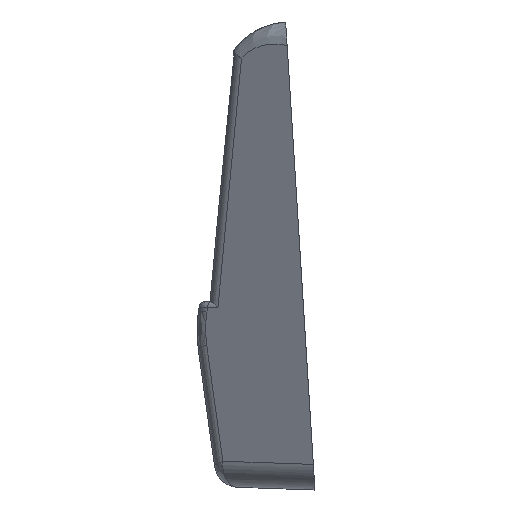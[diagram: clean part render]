
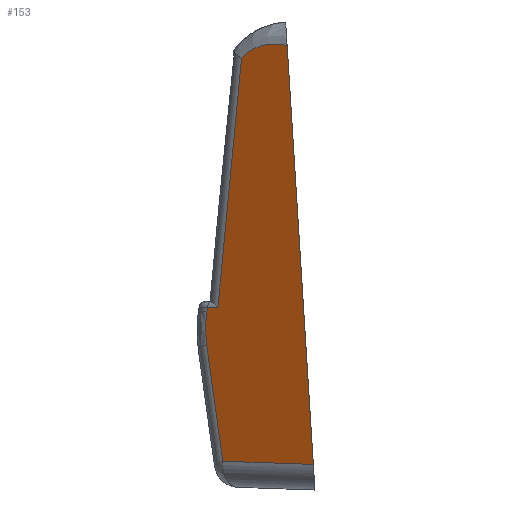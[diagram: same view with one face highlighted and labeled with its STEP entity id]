
A CAD part, left-side view. The second image highlights one B-rep face of the part: STEP entity #153.
In plain terms, the highlighted planar face has unit normal (-0.76, 0.643, 0.093).
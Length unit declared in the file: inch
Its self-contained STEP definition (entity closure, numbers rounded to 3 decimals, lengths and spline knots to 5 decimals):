
#153 = ADVANCED_FACE ( 'NONE', ( #9352 ), #4797, .T. ) ;
#314 = EDGE_CURVE ( 'NONE', #7502, #6020, #935, .T. ) ;
#322 = EDGE_CURVE ( 'NONE', #6048, #5979, #12618, .T. ) ;
#324 = EDGE_CURVE ( 'NONE', #5979, #5981, #938, .T. ) ;
#327 = EDGE_CURVE ( 'NONE', #6002, #7502, #942, .T. ) ;
#405 = EDGE_CURVE ( 'NONE', #6048, #6020, #12653, .T. ) ;
#930 = VECTOR ( 'NONE', #1774, 39.37008 ) ;
#935 = LINE ( 'NONE', #1767, #930 ) ;
#936 = VECTOR ( 'NONE', #1824, 39.37008 ) ;
#938 = LINE ( 'NONE', #1810, #936 ) ;
#940 = VECTOR ( 'NONE', #1833, 39.37008 ) ;
#942 = LINE ( 'NONE', #1811, #940 ) ;
#1767 = CARTESIAN_POINT ( 'NONE',  ( -3.22911, 0.55388, -1.61801 ) ) ;
#1774 = DIRECTION ( 'NONE',  ( 0.644, 0.765, -0.02 ) ) ;
#1802 = CARTESIAN_POINT ( 'NONE',  ( -3.1782, 0.61833, -1.64712 ) ) ;
#1807 = CARTESIAN_POINT ( 'NONE',  ( -3.1782, 0.62746, -1.70998 ) ) ;
#1808 = CARTESIAN_POINT ( 'NONE',  ( -3.18586, 0.62766, -1.77374 ) ) ;
#1809 = CARTESIAN_POINT ( 'NONE',  ( -3.20097, 0.61892, -1.83668 ) ) ;
#1810 = CARTESIAN_POINT ( 'NONE',  ( -3.20097, 0.61892, -1.83668 ) ) ;
#1811 = CARTESIAN_POINT ( 'NONE',  ( -3.16753, 0.4181, -0.18155 ) ) ;
#1824 = DIRECTION ( 'NONE',  ( -0.231, -0.134, -0.964 ) ) ;
#1833 = DIRECTION ( 'NONE',  ( -0.043, 0.094, -0.995 ) ) ;
#2608 = AXIS2_PLACEMENT_3D ( 'NONE', #4799, #4800, #4801 ) ;
#3328 = CARTESIAN_POINT ( 'NONE',  ( -3.20097, 0.61892, -1.83668 ) ) ;
#3330 = CARTESIAN_POINT ( 'NONE',  ( -3.36209, 0.52576, -2.50743 ) ) ;
#3351 = CARTESIAN_POINT ( 'NONE',  ( -3.16753, 0.4181, -0.18155 ) ) ;
#3369 = CARTESIAN_POINT ( 'NONE',  ( -3.17869, 0.61375, -1.61958 ) ) ;
#3397 = CARTESIAN_POINT ( 'NONE',  ( -3.1782, 0.61833, -1.64712 ) ) ;
#3434 = CARTESIAN_POINT ( 'NONE',  ( -3.22911, 0.55388, -1.61801 ) ) ;
#3540 = CARTESIAN_POINT ( 'NONE',  ( -3.38122, 0.15495, -0.11011 ) ) ;
#3541 = CARTESIAN_POINT ( 'NONE',  ( -3.80557, 0.00382, -2.52565 ) ) ;
#3997 = LINE ( 'NONE', #4278, #4001 ) ;
#4001 = VECTOR ( 'NONE', #4279, 39.37008 ) ;
#4007 = LINE ( 'NONE', #4361, #4008 ) ;
#4008 = VECTOR ( 'NONE', #4362, 39.37008 ) ;
#4278 = CARTESIAN_POINT ( 'NONE',  ( -3.58609, 0.26213, -2.51663 ) ) ;
#4279 = DIRECTION ( 'NONE',  ( -0.647, -0.762, -0.027 ) ) ;
#4301 = CARTESIAN_POINT ( 'NONE',  ( -3.38122, 0.15495, -0.11011 ) ) ;
#4309 = CARTESIAN_POINT ( 'NONE',  ( -3.37104, 0.1665, -0.10671 ) ) ;
#4310 = CARTESIAN_POINT ( 'NONE',  ( -3.35577, 0.184, -0.10283 ) ) ;
#4311 = CARTESIAN_POINT ( 'NONE',  ( -3.34049, 0.20177, -0.10079 ) ) ;
#4312 = CARTESIAN_POINT ( 'NONE',  ( -3.3303, 0.21369, -0.09984 ) ) ;
#4313 = CARTESIAN_POINT ( 'NONE',  ( -3.32518, 0.21971, -0.09957 ) ) ;
#4314 = CARTESIAN_POINT ( 'NONE',  ( -3.29986, 0.24961, -0.09924 ) ) ;
#4315 = CARTESIAN_POINT ( 'NONE',  ( -3.28, 0.27355, -0.1023 ) ) ;
#4316 = CARTESIAN_POINT ( 'NONE',  ( -3.24249, 0.31974, -0.11484 ) ) ;
#4317 = CARTESIAN_POINT ( 'NONE',  ( -3.2249, 0.34192, -0.1243 ) ) ;
#4318 = CARTESIAN_POINT ( 'NONE',  ( -3.19323, 0.38296, -0.14896 ) ) ;
#4319 = CARTESIAN_POINT ( 'NONE',  ( -3.17926, 0.40168, -0.16407 ) ) ;
#4320 = CARTESIAN_POINT ( 'NONE',  ( -3.16753, 0.4181, -0.18155 ) ) ;
#4361 = CARTESIAN_POINT ( 'NONE',  ( -3.38122, 0.15495, -0.11011 ) ) ;
#4362 = DIRECTION ( 'NONE',  ( -0.173, -0.062, -0.983 ) ) ;
#4797 = PLANE ( 'NONE',  #2608 ) ;
#4799 = CARTESIAN_POINT ( 'NONE',  ( -3.23653, 0.67904, -2.54021 ) ) ;
#4800 = DIRECTION ( 'NONE',  ( -0.76, 0.643, 0.093 ) ) ;
#4801 = DIRECTION ( 'NONE',  ( -0.646, -0.764, 0. ) ) ;
#5979 = VERTEX_POINT ( 'NONE', #3328 ) ;
#5981 = VERTEX_POINT ( 'NONE', #3330 ) ;
#6002 = VERTEX_POINT ( 'NONE', #3351 ) ;
#6020 = VERTEX_POINT ( 'NONE', #3369 ) ;
#6048 = VERTEX_POINT ( 'NONE', #3397 ) ;
#7502 = VERTEX_POINT ( 'NONE', #3434 ) ;
#7616 = VERTEX_POINT ( 'NONE', #3540 ) ;
#7617 = VERTEX_POINT ( 'NONE', #3541 ) ;
#8543 = ORIENTED_EDGE ( 'NONE', *, *, #14826, .T. ) ;
#8544 = ORIENTED_EDGE ( 'NONE', *, *, #327, .T. ) ;
#8545 = ORIENTED_EDGE ( 'NONE', *, *, #314, .T. ) ;
#8546 = ORIENTED_EDGE ( 'NONE', *, *, #405, .F. ) ;
#8547 = ORIENTED_EDGE ( 'NONE', *, *, #322, .T. ) ;
#8548 = ORIENTED_EDGE ( 'NONE', *, *, #324, .T. ) ;
#8549 = ORIENTED_EDGE ( 'NONE', *, *, #14821, .T. ) ;
#8550 = ORIENTED_EDGE ( 'NONE', *, *, #14831, .F. ) ;
#8817 = EDGE_LOOP ( 'NONE', ( #8543, #8544, #8545, #8546, #8547, #8548, #8549, #8550 ) ) ;
#9352 = FACE_OUTER_BOUND ( 'NONE', #8817, .T. ) ;
#11755 = CARTESIAN_POINT ( 'NONE',  ( -3.1782, 0.61833, -1.64712 ) ) ;
#11768 = CARTESIAN_POINT ( 'NONE',  ( -3.1782, 0.617, -1.63791 ) ) ;
#11769 = CARTESIAN_POINT ( 'NONE',  ( -3.17836, 0.61547, -1.62873 ) ) ;
#11770 = CARTESIAN_POINT ( 'NONE',  ( -3.17869, 0.61375, -1.61958 ) ) ;
#12086 = B_SPLINE_CURVE_WITH_KNOTS ( 'NONE', 3,
 ( #4301, #4309, #4310, #4311, #4312, #4313, #4314, #4315, #4316, #4317, #4318, #4319, #4320 ),
 .UNSPECIFIED., .F., .F.,
 ( 4, 1, 2, 2, 2, 2, 4 ),
 ( 0., 0.125, 0.1875, 0.25, 0.5, 0.75, 1. ),
 .UNSPECIFIED. ) ;
#12618 = B_SPLINE_CURVE_WITH_KNOTS ( 'NONE', 3,
 ( #1802, #1807, #1808, #1809 ),
 .UNSPECIFIED., .F., .F.,
 ( 4, 4 ),
 ( 0., 1. ),
 .UNSPECIFIED. ) ;
#12653 = B_SPLINE_CURVE_WITH_KNOTS ( 'NONE', 3,
 ( #11755, #11768, #11769, #11770 ),
 .UNSPECIFIED., .F., .F.,
 ( 4, 4 ),
 ( 0., 1. ),
 .UNSPECIFIED. ) ;
#14821 = EDGE_CURVE ( 'NONE', #5981, #7617, #3997, .T. ) ;
#14826 = EDGE_CURVE ( 'NONE', #7616, #6002, #12086, .T. ) ;
#14831 = EDGE_CURVE ( 'NONE', #7616, #7617, #4007, .T. ) ;
